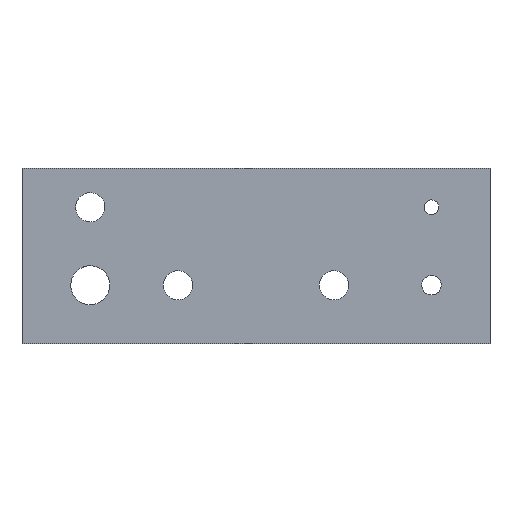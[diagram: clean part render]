
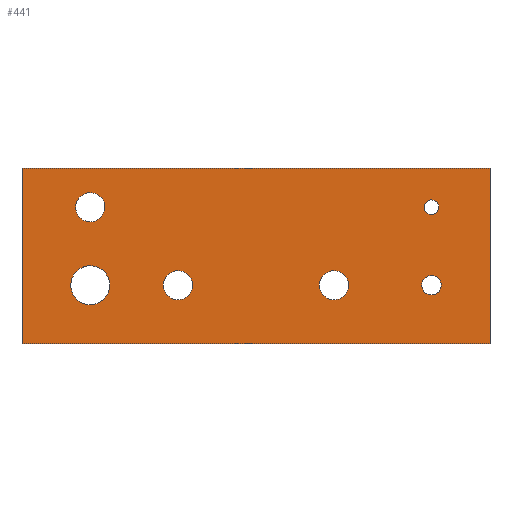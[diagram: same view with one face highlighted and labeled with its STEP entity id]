
A CAD part, top view. The second image highlights one B-rep face of the part: STEP entity #441.
In plain terms, the highlighted free-form (B-spline) face has degree [1, 1] with [2, 2] control points.
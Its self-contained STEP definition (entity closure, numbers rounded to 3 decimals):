
#22 = VERTEX_POINT('',#23);
#23 = CARTESIAN_POINT('',(65.306,78.367,9.796
    ));
#41 = EDGE_CURVE('',#22,#22,#42,.T.);
#42 = ( BOUNDED_CURVE() B_SPLINE_CURVE(2,(#43,#44,#45,#46,#47,#48,#49),
.UNSPECIFIED.,.T.,.F.) B_SPLINE_CURVE_WITH_KNOTS((3,2,2,3),(
    3.142,5.236,7.33,9.425),
.PIECEWISE_BEZIER_KNOTS.) CURVE() GEOMETRIC_REPRESENTATION_ITEM() 
RATIONAL_B_SPLINE_CURVE((1.,0.5,1.,0.5,1.,0.5,1.)) REPRESENTATION_ITEM(
  '') );
#43 = CARTESIAN_POINT('',(65.306,78.367,9.796
    ));
#44 = CARTESIAN_POINT('',(65.306,123.613,9.796
    ));
#45 = CARTESIAN_POINT('',(104.49,100.99,9.796
    ));
#46 = CARTESIAN_POINT('',(143.674,78.367,9.796)
  );
#47 = CARTESIAN_POINT('',(104.49,55.745,9.796)
  );
#48 = CARTESIAN_POINT('',(65.306,33.122,9.796
    ));
#49 = CARTESIAN_POINT('',(65.306,78.367,9.796
    ));
#74 = VERTEX_POINT('',#75);
#75 = CARTESIAN_POINT('',(535.511,78.367,9.796
    ));
#93 = EDGE_CURVE('',#74,#74,#94,.T.);
#94 = ( BOUNDED_CURVE() B_SPLINE_CURVE(2,(#95,#96,#97,#98,#99,#100,#101)
,.UNSPECIFIED.,.T.,.F.) B_SPLINE_CURVE_WITH_KNOTS((3,2,2,3),(
    3.142,5.236,7.33,9.425),
.PIECEWISE_BEZIER_KNOTS.) CURVE() GEOMETRIC_REPRESENTATION_ITEM() 
RATIONAL_B_SPLINE_CURVE((1.,0.5,1.,0.5,1.,0.5,1.)) REPRESENTATION_ITEM(
  '') );
#95 = CARTESIAN_POINT('',(535.511,78.367,9.796
    ));
#96 = CARTESIAN_POINT('',(535.511,100.99,9.796
    ));
#97 = CARTESIAN_POINT('',(555.103,89.679,9.796
    ));
#98 = CARTESIAN_POINT('',(574.695,78.367,9.796
    ));
#99 = CARTESIAN_POINT('',(555.103,67.056,9.796
    ));
#100 = CARTESIAN_POINT('',(535.511,55.745,9.796)
  );
#101 = CARTESIAN_POINT('',(535.511,78.367,
    9.796));
#126 = VERTEX_POINT('',#127);
#127 = CARTESIAN_POINT('',(71.837,182.857,9.796
    ));
#145 = EDGE_CURVE('',#126,#126,#146,.T.);
#146 = ( BOUNDED_CURVE() B_SPLINE_CURVE(2,(#147,#148,#149,#150,#151,#152
,#153),.UNSPECIFIED.,.T.,.F.) B_SPLINE_CURVE_WITH_KNOTS((3,2,2,3),(
    3.142,5.236,7.33,9.425),
.PIECEWISE_BEZIER_KNOTS.) CURVE() GEOMETRIC_REPRESENTATION_ITEM() 
RATIONAL_B_SPLINE_CURVE((1.,0.5,1.,0.5,1.,0.5,1.)) REPRESENTATION_ITEM(
  '') );
#147 = CARTESIAN_POINT('',(71.837,182.857,9.796
    ));
#148 = CARTESIAN_POINT('',(71.837,216.792,9.796)
  );
#149 = CARTESIAN_POINT('',(101.225,199.825,
    9.796));
#150 = CARTESIAN_POINT('',(130.612,182.857,
    9.796));
#151 = CARTESIAN_POINT('',(101.225,165.89,
    9.796));
#152 = CARTESIAN_POINT('',(71.837,148.923,9.796
    ));
#153 = CARTESIAN_POINT('',(71.837,182.857,9.796
    ));
#178 = VERTEX_POINT('',#179);
#179 = CARTESIAN_POINT('',(538.776,182.857,
    9.796));
#197 = EDGE_CURVE('',#178,#178,#198,.T.);
#198 = ( BOUNDED_CURVE() B_SPLINE_CURVE(2,(#199,#200,#201,#202,#203,#204
,#205),.UNSPECIFIED.,.T.,.F.) B_SPLINE_CURVE_WITH_KNOTS((3,2,2,3),(
    3.142,5.236,7.33,9.425),
.PIECEWISE_BEZIER_KNOTS.) CURVE() GEOMETRIC_REPRESENTATION_ITEM() 
RATIONAL_B_SPLINE_CURVE((1.,0.5,1.,0.5,1.,0.5,1.)) REPRESENTATION_ITEM(
  '') );
#199 = CARTESIAN_POINT('',(538.776,182.857,
    9.796));
#200 = CARTESIAN_POINT('',(538.776,199.825,
    9.796));
#201 = CARTESIAN_POINT('',(553.47,191.341,
    9.796));
#202 = CARTESIAN_POINT('',(568.164,182.857,
    9.796));
#203 = CARTESIAN_POINT('',(553.47,174.374,
    9.796));
#204 = CARTESIAN_POINT('',(538.776,165.89,
    9.796));
#205 = CARTESIAN_POINT('',(538.776,182.857,
    9.796));
#230 = VERTEX_POINT('',#231);
#231 = CARTESIAN_POINT('',(189.388,78.367,
    9.796));
#249 = EDGE_CURVE('',#230,#230,#250,.T.);
#250 = ( BOUNDED_CURVE() B_SPLINE_CURVE(2,(#251,#252,#253,#254,#255,#256
,#257),.UNSPECIFIED.,.T.,.F.) B_SPLINE_CURVE_WITH_KNOTS((3,2,2,3),(
    3.142,5.236,7.33,9.425),
.PIECEWISE_BEZIER_KNOTS.) CURVE() GEOMETRIC_REPRESENTATION_ITEM() 
RATIONAL_B_SPLINE_CURVE((1.,0.5,1.,0.5,1.,0.5,1.)) REPRESENTATION_ITEM(
  '') );
#251 = CARTESIAN_POINT('',(189.388,78.367,
    9.796));
#252 = CARTESIAN_POINT('',(189.388,112.302,
    9.796));
#253 = CARTESIAN_POINT('',(218.776,95.335,
    9.796));
#254 = CARTESIAN_POINT('',(248.164,78.367,
    9.796));
#255 = CARTESIAN_POINT('',(218.776,61.4,
    9.796));
#256 = CARTESIAN_POINT('',(189.388,44.433,
    9.796));
#257 = CARTESIAN_POINT('',(189.388,78.367,
    9.796));
#282 = VERTEX_POINT('',#283);
#283 = CARTESIAN_POINT('',(398.368,78.367,
    9.796));
#301 = EDGE_CURVE('',#282,#282,#302,.T.);
#302 = ( BOUNDED_CURVE() B_SPLINE_CURVE(2,(#303,#304,#305,#306,#307,#308
,#309),.UNSPECIFIED.,.T.,.F.) B_SPLINE_CURVE_WITH_KNOTS((3,2,2,3),(
    3.142,5.236,7.33,9.425),
.PIECEWISE_BEZIER_KNOTS.) CURVE() GEOMETRIC_REPRESENTATION_ITEM() 
RATIONAL_B_SPLINE_CURVE((1.,0.5,1.,0.5,1.,0.5,1.)) REPRESENTATION_ITEM(
  '') );
#303 = CARTESIAN_POINT('',(398.368,78.367,
    9.796));
#304 = CARTESIAN_POINT('',(398.368,112.302,
    9.796));
#305 = CARTESIAN_POINT('',(427.756,95.335,
    9.796));
#306 = CARTESIAN_POINT('',(457.144,78.367,
    9.796));
#307 = CARTESIAN_POINT('',(427.756,61.4,
    9.796));
#308 = CARTESIAN_POINT('',(398.368,44.433,
    9.796));
#309 = CARTESIAN_POINT('',(398.368,78.367,
    9.796));
#343 = VERTEX_POINT('',#344);
#344 = CARTESIAN_POINT('',(0.,235.102,9.796));
#349 = EDGE_CURVE('',#350,#343,#352,.T.);
#350 = VERTEX_POINT('',#351);
#351 = CARTESIAN_POINT('',(626.94,235.102,
    9.796));
#352 = B_SPLINE_CURVE_WITH_KNOTS('',1,(#353,#354),.UNSPECIFIED.,.F.,.F.,
  (2,2),(0.,609.6),.PIECEWISE_BEZIER_KNOTS.);
#353 = CARTESIAN_POINT('',(626.94,235.102,
    9.796));
#354 = CARTESIAN_POINT('',(0.,235.102,9.796));
#377 = EDGE_CURVE('',#378,#350,#380,.T.);
#378 = VERTEX_POINT('',#379);
#379 = CARTESIAN_POINT('',(626.94,0.,9.796));
#380 = B_SPLINE_CURVE_WITH_KNOTS('',1,(#381,#382),.UNSPECIFIED.,.F.,.F.,
  (2,2),(0.,228.6),.PIECEWISE_BEZIER_KNOTS.);
#381 = CARTESIAN_POINT('',(626.94,0.,9.796));
#382 = CARTESIAN_POINT('',(626.94,235.102,
    9.796));
#405 = EDGE_CURVE('',#406,#378,#408,.T.);
#406 = VERTEX_POINT('',#407);
#407 = CARTESIAN_POINT('',(0.,0.,9.796));
#408 = B_SPLINE_CURVE_WITH_KNOTS('',1,(#409,#410),.UNSPECIFIED.,.F.,.F.,
  (2,2),(0.,609.6),.PIECEWISE_BEZIER_KNOTS.);
#409 = CARTESIAN_POINT('',(0.,0.,9.796));
#410 = CARTESIAN_POINT('',(626.94,0.,9.796));
#431 = EDGE_CURVE('',#343,#406,#432,.T.);
#432 = B_SPLINE_CURVE_WITH_KNOTS('',1,(#433,#434),.UNSPECIFIED.,.F.,.F.,
  (2,2),(0.,228.6),.PIECEWISE_BEZIER_KNOTS.);
#433 = CARTESIAN_POINT('',(0.,235.102,9.796));
#434 = CARTESIAN_POINT('',(0.,0.,9.796));
#441 = ADVANCED_FACE('',(#442,#448,#451,#454,#457,#460,#463),#466,.T.);
#442 = FACE_BOUND('',#443,.T.);
#443 = EDGE_LOOP('',(#444,#445,#446,#447));
#444 = ORIENTED_EDGE('',*,*,#431,.T.);
#445 = ORIENTED_EDGE('',*,*,#405,.T.);
#446 = ORIENTED_EDGE('',*,*,#377,.T.);
#447 = ORIENTED_EDGE('',*,*,#349,.T.);
#448 = FACE_BOUND('',#449,.T.);
#449 = EDGE_LOOP('',(#450));
#450 = ORIENTED_EDGE('',*,*,#301,.T.);
#451 = FACE_BOUND('',#452,.T.);
#452 = EDGE_LOOP('',(#453));
#453 = ORIENTED_EDGE('',*,*,#249,.T.);
#454 = FACE_BOUND('',#455,.T.);
#455 = EDGE_LOOP('',(#456));
#456 = ORIENTED_EDGE('',*,*,#197,.T.);
#457 = FACE_BOUND('',#458,.T.);
#458 = EDGE_LOOP('',(#459));
#459 = ORIENTED_EDGE('',*,*,#145,.T.);
#460 = FACE_BOUND('',#461,.T.);
#461 = EDGE_LOOP('',(#462));
#462 = ORIENTED_EDGE('',*,*,#93,.T.);
#463 = FACE_BOUND('',#464,.T.);
#464 = EDGE_LOOP('',(#465));
#465 = ORIENTED_EDGE('',*,*,#41,.T.);
#466 = B_SPLINE_SURFACE_WITH_KNOTS('',1,1,(
    (#467,#468)
    ,(#469,#470
    )),.UNSPECIFIED.,.F.,.F.,.F.,(2,2),(2,2),(-304.8,304.8),(-114.3,
    114.3),.PIECEWISE_BEZIER_KNOTS.);
#467 = CARTESIAN_POINT('',(0.,0.,9.796));
#468 = CARTESIAN_POINT('',(0.,235.102,9.796));
#469 = CARTESIAN_POINT('',(626.94,0.,9.796));
#470 = CARTESIAN_POINT('',(626.94,235.102,
    9.796));
